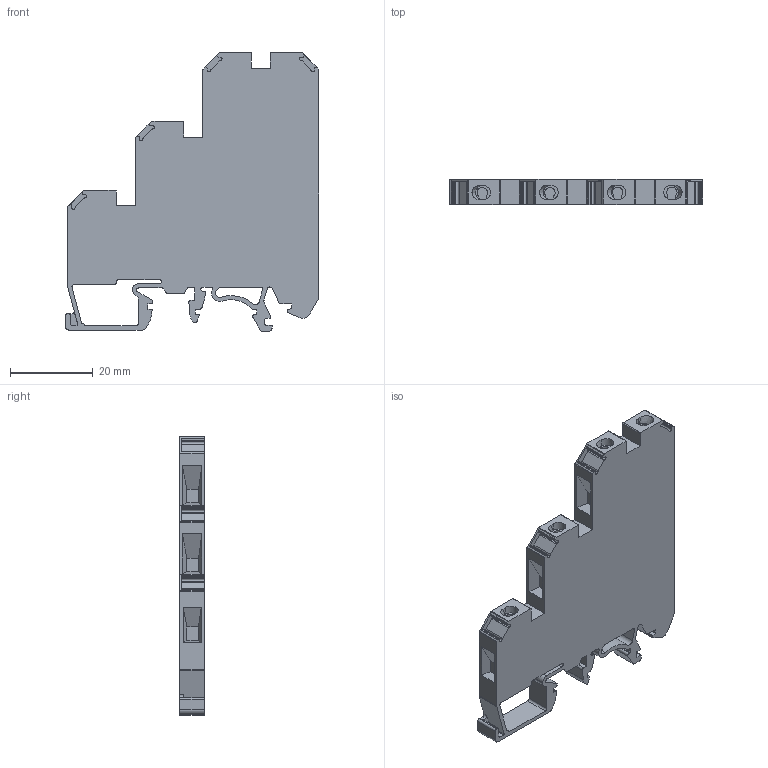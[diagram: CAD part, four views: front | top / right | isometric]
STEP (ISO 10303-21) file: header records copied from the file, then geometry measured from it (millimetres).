
FILE_DESCRIPTION( ( 'Unknown' ), '1' );
FILE_NAME( 'CTL2.5UH.stp', 'Unknown', ( 'Unknown' ), ( 'Unknown' ), 'PSStep 14.0', 'Unknown', ' ' );
FILE_SCHEMA( ( 'AUTOMOTIVE_DESIGN { 1 0 10303 214 1 1 1 1 }' ) );
Length unit declared in the file: millimetre
Products named in the file (1): 1
Bounding box: 61.2 x 6 x 67.29 mm (x, y, z)
Volume: 15518.8 mm3; surface area: 8569.3 mm2
Topology: 1 solids, 1 shells, 295 faces, 850 edges, 566 vertices
Faces by surface type: plane 156, cylinder 134, bspline 5
Entity records: 13050 total; most frequent: CARTESIAN_POINT 2703, ORIENTED_EDGE 1700, DIRECTION 1678, EDGE_CURVE 850, VERTEX_POINT 566, AXIS2_PLACEMENT_3D 561, LINE 556, VECTOR 556
